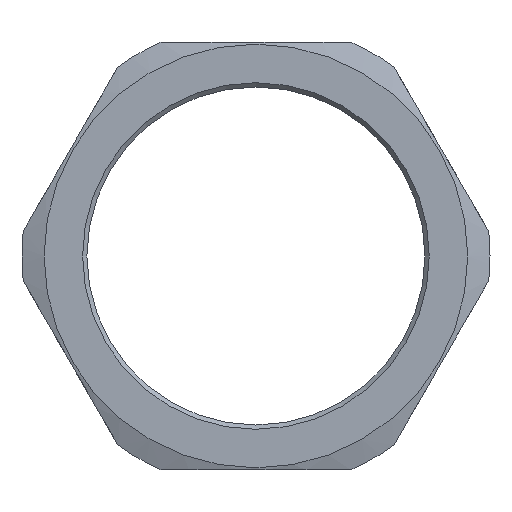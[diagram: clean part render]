
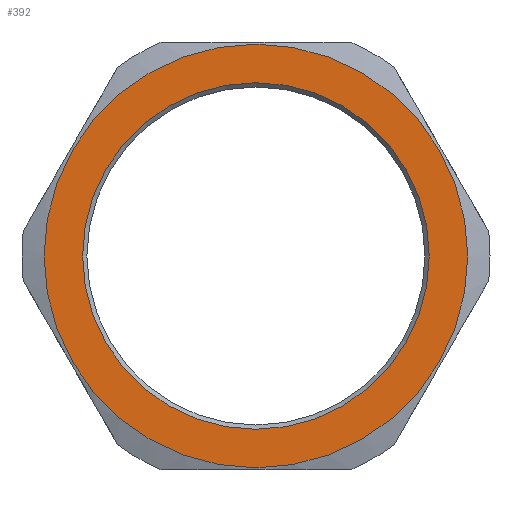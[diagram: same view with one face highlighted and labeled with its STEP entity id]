
A CAD part, left-side view. The second image highlights one B-rep face of the part: STEP entity #392.
In plain terms, the highlighted planar face has unit normal (-1, 0, 0).
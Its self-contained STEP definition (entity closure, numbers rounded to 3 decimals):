
#17=FACE_BOUND('',#83,.T.);
#40=PLANE('',#455);
#59=FACE_OUTER_BOUND('',#82,.T.);
#82=EDGE_LOOP('',(#337));
#83=EDGE_LOOP('',(#338));
#145=CIRCLE('',#445,24.75);
#146=CIRCLE('',#450,20.25);
#185=VERTEX_POINT('',#692);
#186=VERTEX_POINT('',#702);
#236=EDGE_CURVE('',#185,#185,#145,.T.);
#238=EDGE_CURVE('',#186,#186,#146,.T.);
#337=ORIENTED_EDGE('',*,*,#236,.T.);
#338=ORIENTED_EDGE('',*,*,#238,.F.);
#392=ADVANCED_FACE('',(#59,#17),#40,.F.);
#445=AXIS2_PLACEMENT_3D('',#694,#536,#537);
#450=AXIS2_PLACEMENT_3D('',#703,#546,#547);
#455=AXIS2_PLACEMENT_3D('',#713,#558,#559);
#536=DIRECTION('center_axis',(-1.,0.,0.));
#537=DIRECTION('ref_axis',(0.,1.,0.));
#546=DIRECTION('center_axis',(-1.,0.,0.));
#547=DIRECTION('ref_axis',(0.,-1.,0.));
#558=DIRECTION('center_axis',(1.,0.,0.));
#559=DIRECTION('ref_axis',(0.,0.,-1.));
#692=CARTESIAN_POINT('',(-18.5,-24.75,0.));
#694=CARTESIAN_POINT('Origin',(-18.5,0.,0.));
#702=CARTESIAN_POINT('',(-18.5,20.25,0.));
#703=CARTESIAN_POINT('Origin',(-18.5,0.,0.));
#713=CARTESIAN_POINT('Origin',(-18.5,0.,0.));
